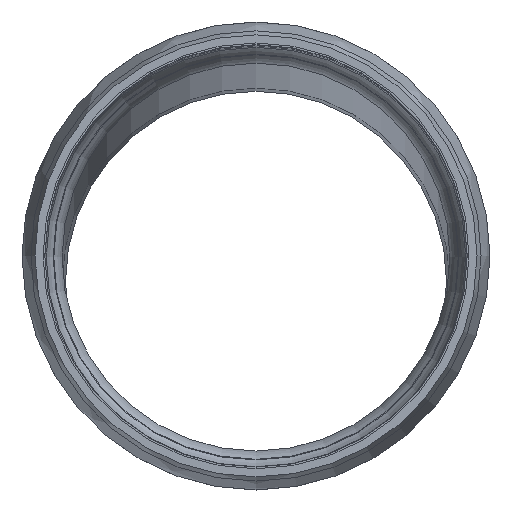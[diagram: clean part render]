
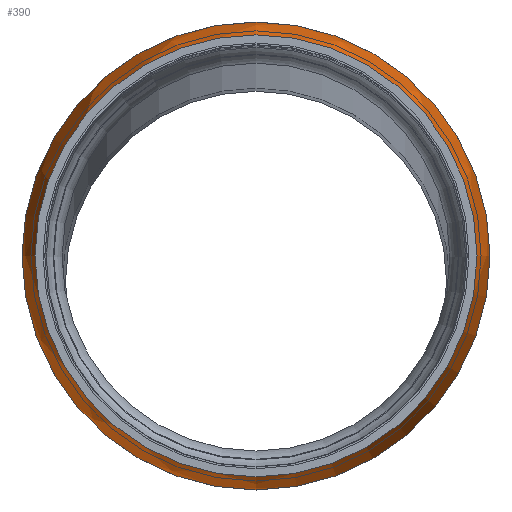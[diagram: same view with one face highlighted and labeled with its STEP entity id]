
A CAD part, top view. The second image highlights one B-rep face of the part: STEP entity #390.
In plain terms, the highlighted free-form (B-spline) face has degree [2, 2] with [3, 9] control points.
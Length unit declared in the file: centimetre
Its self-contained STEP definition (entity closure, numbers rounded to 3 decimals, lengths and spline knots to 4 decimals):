
#21=(
BOUNDED_SURFACE()
B_SPLINE_SURFACE(2,2,((#738,#739,#740,#741,#742,#743,#744,#745,#746),(#747,
#748,#749,#750,#751,#752,#753,#754,#755),(#756,#757,#758,#759,#760,#761,
#762,#763,#764)),.UNSPECIFIED.,.F.,.T.,.F.)
B_SPLINE_SURFACE_WITH_KNOTS((3,3),(3,2,2,2,3),(-0.4356,0.),(-3.1416,
-1.5708,0.,1.5708,3.1416),.UNSPECIFIED.)
GEOMETRIC_REPRESENTATION_ITEM()
RATIONAL_B_SPLINE_SURFACE(((1.,0.707,1.,0.707,1.,
0.707,1.,0.707,1.),(0.976,0.69,
0.976,0.69,0.976,0.69,
0.976,0.69,0.976),(1.,0.707,
1.,0.707,1.,0.707,1.,0.707,1.)))
REPRESENTATION_ITEM('')
SURFACE()
);
#69=FACE_OUTER_BOUND('',#93,.T.);
#93=EDGE_LOOP('',(#322,#323,#324,#325,#326));
#138=CIRCLE('',#450,42.1);
#139=CIRCLE('',#451,42.1);
#140=CIRCLE('',#452,25.);
#141=CIRCLE('',#453,39.7654);
#180=VERTEX_POINT('',#733);
#181=VERTEX_POINT('',#735);
#182=VERTEX_POINT('',#765);
#231=EDGE_CURVE('',#180,#181,#138,.T.);
#232=EDGE_CURVE('',#181,#180,#139,.T.);
#233=EDGE_CURVE('',#181,#182,#140,.T.);
#234=EDGE_CURVE('',#182,#182,#141,.T.);
#322=ORIENTED_EDGE('',*,*,#232,.F.);
#323=ORIENTED_EDGE('',*,*,#233,.T.);
#324=ORIENTED_EDGE('',*,*,#234,.T.);
#325=ORIENTED_EDGE('',*,*,#233,.F.);
#326=ORIENTED_EDGE('',*,*,#231,.F.);
#390=ADVANCED_FACE('',(#69),#21,.F.);
#450=AXIS2_PLACEMENT_3D('',#736,#577,#578);
#451=AXIS2_PLACEMENT_3D('',#737,#579,#580);
#452=AXIS2_PLACEMENT_3D('',#766,#581,#582);
#453=AXIS2_PLACEMENT_3D('',#767,#583,#584);
#577=DIRECTION('center_axis',(0.,0.,-1.));
#578=DIRECTION('ref_axis',(1.,0.,0.));
#579=DIRECTION('center_axis',(0.,0.,-1.));
#580=DIRECTION('ref_axis',(1.,0.,0.));
#581=DIRECTION('center_axis',(-1.,0.,0.));
#582=DIRECTION('ref_axis',(0.,-1.,0.));
#583=DIRECTION('center_axis',(0.,0.,-1.));
#584=DIRECTION('ref_axis',(1.,0.,0.));
#733=CARTESIAN_POINT('',(153.8361,1295.8059,1258.4535));
#735=CARTESIAN_POINT('',(111.7361,1253.7059,1258.4535));
#736=CARTESIAN_POINT('Origin',(111.7361,1295.8059,1258.4535));
#737=CARTESIAN_POINT('Origin',(111.7361,1295.8059,1258.4535));
#738=CARTESIAN_POINT('Ctrl Pts',(111.7361,1256.0405,1269.0024));
#739=CARTESIAN_POINT('Ctrl Pts',(71.9708,1256.0405,1269.0024));
#740=CARTESIAN_POINT('Ctrl Pts',(71.9708,1295.8059,1269.0024));
#741=CARTESIAN_POINT('Ctrl Pts',(71.9708,1335.5713,1269.0024));
#742=CARTESIAN_POINT('Ctrl Pts',(111.7361,1335.5713,1269.0024));
#743=CARTESIAN_POINT('Ctrl Pts',(151.5015,1335.5713,1269.0024));
#744=CARTESIAN_POINT('Ctrl Pts',(151.5015,1295.8059,1269.0024));
#745=CARTESIAN_POINT('Ctrl Pts',(151.5015,1256.0405,1269.0024));
#746=CARTESIAN_POINT('Ctrl Pts',(111.7361,1256.0405,1269.0024));
#747=CARTESIAN_POINT('Ctrl Pts',(111.7361,1253.7059,1263.9863));
#748=CARTESIAN_POINT('Ctrl Pts',(69.6361,1253.7059,1263.9863));
#749=CARTESIAN_POINT('Ctrl Pts',(69.6361,1295.8059,1263.9863));
#750=CARTESIAN_POINT('Ctrl Pts',(69.6361,1337.9059,1263.9863));
#751=CARTESIAN_POINT('Ctrl Pts',(111.7361,1337.9059,1263.9863));
#752=CARTESIAN_POINT('Ctrl Pts',(153.8361,1337.9059,1263.9863));
#753=CARTESIAN_POINT('Ctrl Pts',(153.8361,1295.8059,1263.9863));
#754=CARTESIAN_POINT('Ctrl Pts',(153.8361,1253.7059,1263.9863));
#755=CARTESIAN_POINT('Ctrl Pts',(111.7361,1253.7059,1263.9863));
#756=CARTESIAN_POINT('Ctrl Pts',(111.7361,1253.7059,1258.4535));
#757=CARTESIAN_POINT('Ctrl Pts',(69.6361,1253.7059,1258.4535));
#758=CARTESIAN_POINT('Ctrl Pts',(69.6361,1295.8059,1258.4535));
#759=CARTESIAN_POINT('Ctrl Pts',(69.6361,1337.9059,1258.4535));
#760=CARTESIAN_POINT('Ctrl Pts',(111.7361,1337.9059,1258.4535));
#761=CARTESIAN_POINT('Ctrl Pts',(153.8361,1337.9059,1258.4535));
#762=CARTESIAN_POINT('Ctrl Pts',(153.8361,1295.8059,1258.4535));
#763=CARTESIAN_POINT('Ctrl Pts',(153.8361,1253.7059,1258.4535));
#764=CARTESIAN_POINT('Ctrl Pts',(111.7361,1253.7059,1258.4535));
#765=CARTESIAN_POINT('',(111.7361,1256.0405,1269.0024));
#766=CARTESIAN_POINT('Origin',(111.7361,1278.7059,1258.4535));
#767=CARTESIAN_POINT('Origin',(111.7361,1295.8059,1269.0024));
